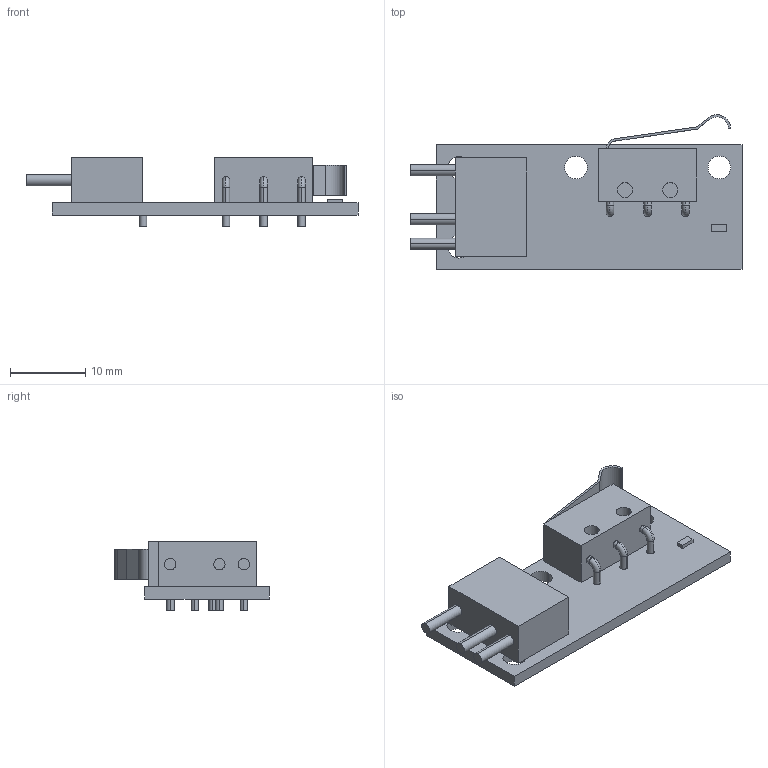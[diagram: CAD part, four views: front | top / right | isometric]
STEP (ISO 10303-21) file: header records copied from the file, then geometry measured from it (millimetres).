
FILE_DESCRIPTION (( 'STEP AP214' ), '1' );
FILE_NAME ('contact détection butée.STEP', '2021-03-10T09:13:59', ( '' ), ( '' ), 'SwSTEP 2.0', 'SolidWorks 2016', '' );
FILE_SCHEMA (( 'AUTOMOTIVE_DESIGN' ));
Length unit declared in the file: millimetre
Products named in the file (1): contact détection butée
Bounding box: 44 x 20.5 x 9.1 mm (x, y, z)
Volume: 2346.1 mm3; surface area: 2440.4 mm2
Topology: 1 solids, 1 shells, 98 faces, 230 edges, 148 vertices
Faces by surface type: cylinder 50, plane 42, torus 6
Entity records: 3404 total; most frequent: DIRECTION 538, CARTESIAN_POINT 477, ORIENTED_EDGE 460, EDGE_CURVE 230, AXIS2_PLACEMENT_3D 209, VERTEX_POINT 148, EDGE_LOOP 126, LINE 120
